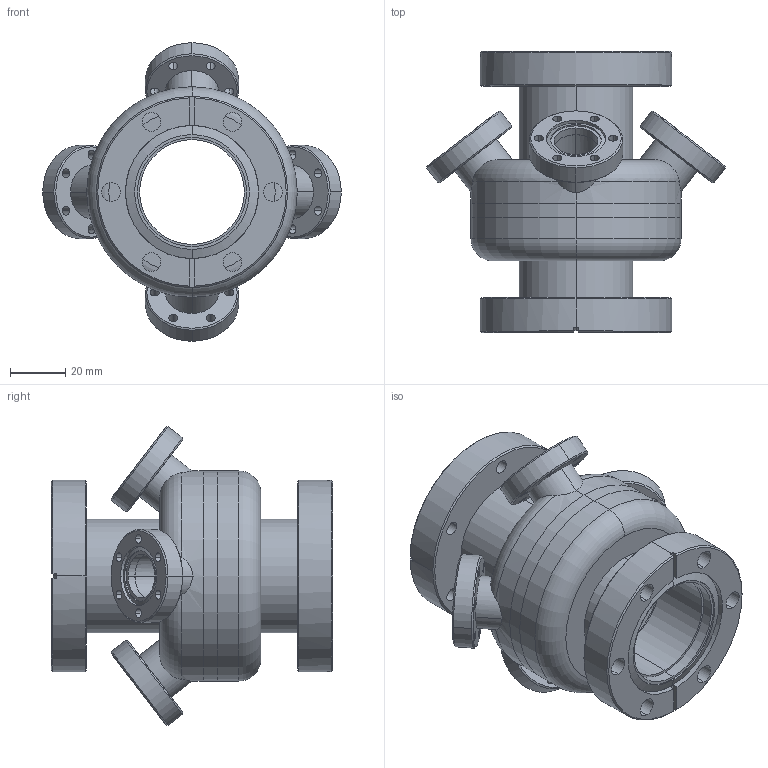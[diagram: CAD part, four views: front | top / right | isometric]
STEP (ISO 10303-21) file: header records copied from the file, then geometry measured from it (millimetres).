
FILE_DESCRIPTION (( 'STEP AP203' ), '1' );
FILE_NAME ('McMulti2-4-90-Metric_10005473.STEP', '2016-12-07T16:42:16', ( 'JBeebout' ), ( 'Microsoft' ), 'SwSTEP 2.0', 'SolidWorks 2014', '' );
FILE_SCHEMA (( 'CONFIG_CONTROL_DESIGN' ));
Length unit declared in the file: inch
Products named in the file (1): McMulti2-4-90-Metric_10005473
Bounding box: 108.25 x 101.93 x 108.25 mm (x, y, z)
Volume: 110249.9 mm3; surface area: 82812.3 mm2
Topology: 15 solids, 15 shells, 313 faces, 782 edges, 504 vertices
Faces by surface type: cylinder 194, plane 63, cone 36, torus 20
Entity records: 10851 total; most frequent: CARTESIAN_POINT 2936, DIRECTION 1730, ORIENTED_EDGE 1564, EDGE_CURVE 782, AXIS2_PLACEMENT_3D 738, VERTEX_POINT 504, EDGE_LOOP 428, CIRCLE 424
